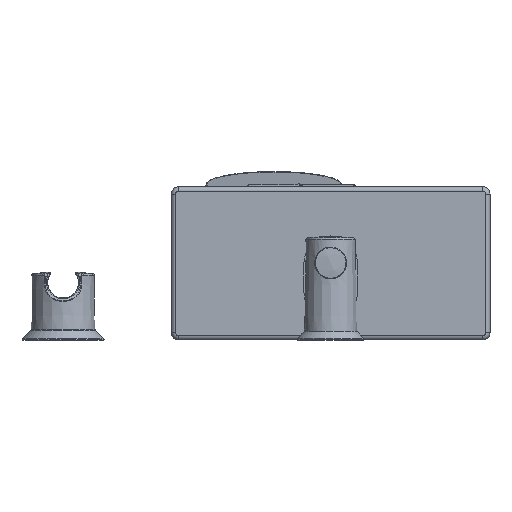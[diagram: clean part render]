
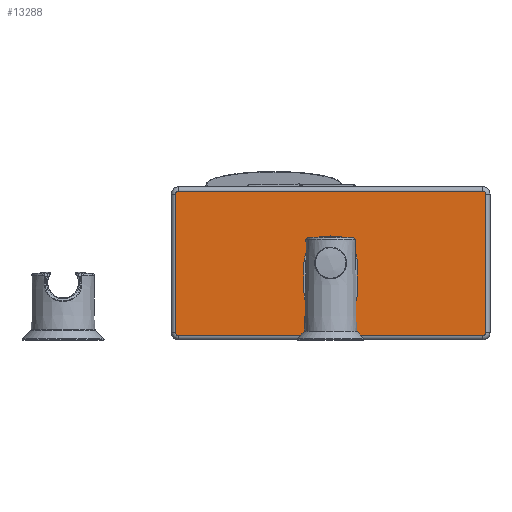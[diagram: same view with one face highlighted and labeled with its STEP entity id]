
A CAD part, front view. The second image highlights one B-rep face of the part: STEP entity #13288.
In plain terms, the highlighted planar face has unit normal (0, -1, 0).
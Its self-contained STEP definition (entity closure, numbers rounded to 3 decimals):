
#108 = LINE ( 'NONE', #12591, #4493 ) ;
#164 = AXIS2_PLACEMENT_3D ( 'NONE', #13330, #5289, #14656 ) ;
#254 = DIRECTION ( 'NONE',  ( 1., 0., 0. ) ) ;
#282 = CIRCLE ( 'NONE', #14530, 2. ) ;
#302 = CARTESIAN_POINT ( 'NONE',  ( -107., -177.378, 100.861 ) ) ;
#512 = EDGE_CURVE ( 'NONE', #8887, #10621, #8992, .T. ) ;
#730 = AXIS2_PLACEMENT_3D ( 'NONE', #5653, #15034, #7024 ) ;
#807 = DIRECTION ( 'NONE',  ( 0., 0., -1. ) ) ;
#815 = VERTEX_POINT ( 'NONE', #5633 ) ;
#1014 = CARTESIAN_POINT ( 'NONE',  ( 13.381, -177.378, 20.244 ) ) ;
#1374 = VERTEX_POINT ( 'NONE', #10906 ) ;
#1423 = FACE_OUTER_BOUND ( 'NONE', #1908, .T. ) ;
#1571 = CIRCLE ( 'NONE', #730, 18.419 ) ;
#1677 = LINE ( 'NONE', #14474, #1681 ) ;
#1681 = VECTOR ( 'NONE', #11838, 1000. ) ;
#1763 = EDGE_CURVE ( 'NONE', #1374, #4562, #8318, .T. ) ;
#1908 = EDGE_LOOP ( 'NONE', ( #9805, #6615, #6979, #4938, #4586, #16967, #13227, #13540, #8726, #12639, #12494, #12389, #12429, #6038, #14134, #14202 ) ) ;
#1984 = VECTOR ( 'NONE', #2688, 1000. ) ;
#2042 = VERTEX_POINT ( 'NONE', #10233 ) ;
#2074 = LINE ( 'NONE', #13432, #1984 ) ;
#2299 = CARTESIAN_POINT ( 'NONE',  ( 0., -177.378, 32.901 ) ) ;
#2688 = DIRECTION ( 'NONE',  ( 0., 0., 1. ) ) ;
#2817 = EDGE_CURVE ( 'NONE', #16868, #11276, #7717, .T. ) ;
#2893 = CARTESIAN_POINT ( 'NONE',  ( -110., -177.378, 3.173 ) ) ;
#3503 = VECTOR ( 'NONE', #14154, 1000. ) ;
#3569 = LINE ( 'NONE', #16898, #3503 ) ;
#3683 = DIRECTION ( 'NONE',  ( 0., 0., -1. ) ) ;
#4493 = VECTOR ( 'NONE', #12644, 1000. ) ;
#4499 = CARTESIAN_POINT ( 'NONE',  ( -107., -177.378, 5.173 ) ) ;
#4562 = VERTEX_POINT ( 'NONE', #14499 ) ;
#4586 = ORIENTED_EDGE ( 'NONE', *, *, #9519, .T. ) ;
#4651 = CARTESIAN_POINT ( 'NONE',  ( 0., -177.378, 53.5 ) ) ;
#4693 = CARTESIAN_POINT ( 'NONE',  ( -110., -177.378, 105.861 ) ) ;
#4752 = DIRECTION ( 'NONE',  ( 0., 0., -1. ) ) ;
#4814 = CARTESIAN_POINT ( 'NONE',  ( -105., -177.378, 100.861 ) ) ;
#4841 = CIRCLE ( 'NONE', #8687, 2. ) ;
#4910 = LINE ( 'NONE', #2893, #4935 ) ;
#4935 = VECTOR ( 'NONE', #254, 1000. ) ;
#4938 = ORIENTED_EDGE ( 'NONE', *, *, #1763, .T. ) ;
#5104 = CARTESIAN_POINT ( 'NONE',  ( -110., -177.378, 102.861 ) ) ;
#5289 = DIRECTION ( 'NONE',  ( 0., -1., 0. ) ) ;
#5592 = VECTOR ( 'NONE', #14876, 1000. ) ;
#5633 = CARTESIAN_POINT ( 'NONE',  ( 105., -177.378, 3.173 ) ) ;
#5653 = CARTESIAN_POINT ( 'NONE',  ( 0., -177.378, 32.901 ) ) ;
#5658 = LINE ( 'NONE', #8225, #5592 ) ;
#6024 = DIRECTION ( 'NONE',  ( 0., 0., -1. ) ) ;
#6038 = ORIENTED_EDGE ( 'NONE', *, *, #16366, .T. ) ;
#6183 = DIRECTION ( 'NONE',  ( 0., 0., -1. ) ) ;
#6261 = CARTESIAN_POINT ( 'NONE',  ( -105., -177.378, 5.173 ) ) ;
#6471 = DIRECTION ( 'NONE',  ( -1., 0., 0. ) ) ;
#6594 = EDGE_CURVE ( 'NONE', #2042, #9645, #5658, .T. ) ;
#6615 = ORIENTED_EDGE ( 'NONE', *, *, #13042, .T. ) ;
#6624 = CARTESIAN_POINT ( 'NONE',  ( 107., -177.378, 105.861 ) ) ;
#6796 = CARTESIAN_POINT ( 'NONE',  ( -107., -177.378, 5.173 ) ) ;
#6927 = CARTESIAN_POINT ( 'NONE',  ( -105., -177.378, 102.861 ) ) ;
#6979 = ORIENTED_EDGE ( 'NONE', *, *, #12109, .T. ) ;
#7024 = DIRECTION ( 'NONE',  ( 0., 0., -1. ) ) ;
#7504 = EDGE_CURVE ( 'NONE', #9848, #2042, #4910, .T. ) ;
#7563 = CARTESIAN_POINT ( 'NONE',  ( 105., -177.378, 102.861 ) ) ;
#7625 = DIRECTION ( 'NONE',  ( 0., 0., -1. ) ) ;
#7717 = CIRCLE ( 'NONE', #10121, 18.419 ) ;
#7829 = EDGE_CURVE ( 'NONE', #15449, #9848, #4841, .T. ) ;
#7989 = DIRECTION ( 'NONE',  ( 0., 0., 1. ) ) ;
#8081 = EDGE_CURVE ( 'NONE', #11276, #10015, #108, .T. ) ;
#8082 = AXIS2_PLACEMENT_3D ( 'NONE', #4651, #14043, #6024 ) ;
#8225 = CARTESIAN_POINT ( 'NONE',  ( -13.769, -177.378, 105.861 ) ) ;
#8318 = CIRCLE ( 'NONE', #8082, 18.419 ) ;
#8687 = AXIS2_PLACEMENT_3D ( 'NONE', #6261, #15658, #7625 ) ;
#8726 = ORIENTED_EDGE ( 'NONE', *, *, #15106, .T. ) ;
#8887 = VERTEX_POINT ( 'NONE', #13373 ) ;
#8983 = DIRECTION ( 'NONE',  ( 0., -1., 0. ) ) ;
#8992 = CIRCLE ( 'NONE', #164, 2. ) ;
#9519 = EDGE_CURVE ( 'NONE', #4562, #16868, #3569, .T. ) ;
#9645 = VERTEX_POINT ( 'NONE', #12021 ) ;
#9805 = ORIENTED_EDGE ( 'NONE', *, *, #6594, .T. ) ;
#9848 = VERTEX_POINT ( 'NONE', #16204 ) ;
#10015 = VERTEX_POINT ( 'NONE', #13430 ) ;
#10121 = AXIS2_PLACEMENT_3D ( 'NONE', #2299, #11782, #3683 ) ;
#10233 = CARTESIAN_POINT ( 'NONE',  ( -13.769, -177.378, 3.173 ) ) ;
#10274 = CARTESIAN_POINT ( 'NONE',  ( 18.419, -177.378, 32.901 ) ) ;
#10298 = VERTEX_POINT ( 'NONE', #6927 ) ;
#10621 = VERTEX_POINT ( 'NONE', #7563 ) ;
#10906 = CARTESIAN_POINT ( 'NONE',  ( -18.419, -177.378, 53.5 ) ) ;
#11276 = VERTEX_POINT ( 'NONE', #1014 ) ;
#11478 = PLANE ( 'NONE',  #11645 ) ;
#11645 = AXIS2_PLACEMENT_3D ( 'NONE', #4693, #12811, #4752 ) ;
#11782 = DIRECTION ( 'NONE',  ( 0., 1., 0. ) ) ;
#11838 = DIRECTION ( 'NONE',  ( 1., 0., 0. ) ) ;
#12021 = CARTESIAN_POINT ( 'NONE',  ( -13.769, -177.378, 20.667 ) ) ;
#12109 = EDGE_CURVE ( 'NONE', #16749, #1374, #2074, .T. ) ;
#12389 = ORIENTED_EDGE ( 'NONE', *, *, #17061, .T. ) ;
#12429 = ORIENTED_EDGE ( 'NONE', *, *, #16707, .T. ) ;
#12494 = ORIENTED_EDGE ( 'NONE', *, *, #512, .T. ) ;
#12591 = CARTESIAN_POINT ( 'NONE',  ( 13.381, -177.378, 105.861 ) ) ;
#12593 = AXIS2_PLACEMENT_3D ( 'NONE', #4814, #14204, #6183 ) ;
#12639 = ORIENTED_EDGE ( 'NONE', *, *, #16648, .T. ) ;
#12644 = DIRECTION ( 'NONE',  ( 0., 0., -1. ) ) ;
#12754 = EDGE_CURVE ( 'NONE', #10015, #815, #1677, .T. ) ;
#12811 = DIRECTION ( 'NONE',  ( 0., -1., 0. ) ) ;
#12875 = CARTESIAN_POINT ( 'NONE',  ( -18.419, -177.378, 32.901 ) ) ;
#13042 = EDGE_CURVE ( 'NONE', #9645, #16749, #1571, .T. ) ;
#13227 = ORIENTED_EDGE ( 'NONE', *, *, #8081, .T. ) ;
#13288 = ADVANCED_FACE ( 'NONE', ( #1423 ), #11478, .T. ) ;
#13330 = CARTESIAN_POINT ( 'NONE',  ( 105., -177.378, 100.861 ) ) ;
#13373 = CARTESIAN_POINT ( 'NONE',  ( 107., -177.378, 100.861 ) ) ;
#13380 = DIRECTION ( 'NONE',  ( 0., 0., -1. ) ) ;
#13430 = CARTESIAN_POINT ( 'NONE',  ( 13.381, -177.378, 3.173 ) ) ;
#13432 = CARTESIAN_POINT ( 'NONE',  ( -18.419, -177.378, 53.5 ) ) ;
#13540 = ORIENTED_EDGE ( 'NONE', *, *, #12754, .T. ) ;
#13555 = VERTEX_POINT ( 'NONE', #16077 ) ;
#14043 = DIRECTION ( 'NONE',  ( 0., 1., 0. ) ) ;
#14134 = ORIENTED_EDGE ( 'NONE', *, *, #7829, .T. ) ;
#14154 = DIRECTION ( 'NONE',  ( 0., 0., -1. ) ) ;
#14202 = ORIENTED_EDGE ( 'NONE', *, *, #7504, .T. ) ;
#14204 = DIRECTION ( 'NONE',  ( 0., -1., 0. ) ) ;
#14474 = CARTESIAN_POINT ( 'NONE',  ( -110., -177.378, 3.173 ) ) ;
#14499 = CARTESIAN_POINT ( 'NONE',  ( 18.419, -177.378, 53.5 ) ) ;
#14530 = AXIS2_PLACEMENT_3D ( 'NONE', #17080, #8983, #807 ) ;
#14656 = DIRECTION ( 'NONE',  ( 0., 0., -1. ) ) ;
#14876 = DIRECTION ( 'NONE',  ( 0., 0., 1. ) ) ;
#15034 = DIRECTION ( 'NONE',  ( 0., 1., 0. ) ) ;
#15106 = EDGE_CURVE ( 'NONE', #815, #13555, #282, .T. ) ;
#15449 = VERTEX_POINT ( 'NONE', #6796 ) ;
#15658 = DIRECTION ( 'NONE',  ( 0., -1., 0. ) ) ;
#16077 = CARTESIAN_POINT ( 'NONE',  ( 107., -177.378, 5.173 ) ) ;
#16204 = CARTESIAN_POINT ( 'NONE',  ( -105., -177.378, 3.173 ) ) ;
#16366 = EDGE_CURVE ( 'NONE', #17301, #15449, #17259, .T. ) ;
#16648 = EDGE_CURVE ( 'NONE', #13555, #8887, #16912, .T. ) ;
#16707 = EDGE_CURVE ( 'NONE', #10298, #17301, #16847, .T. ) ;
#16749 = VERTEX_POINT ( 'NONE', #12875 ) ;
#16775 = VECTOR ( 'NONE', #6471, 1000. ) ;
#16843 = LINE ( 'NONE', #5104, #16775 ) ;
#16847 = CIRCLE ( 'NONE', #12593, 2. ) ;
#16868 = VERTEX_POINT ( 'NONE', #10274 ) ;
#16898 = CARTESIAN_POINT ( 'NONE',  ( 18.419, -177.378, 53.5 ) ) ;
#16912 = LINE ( 'NONE', #6624, #16983 ) ;
#16967 = ORIENTED_EDGE ( 'NONE', *, *, #2817, .T. ) ;
#16983 = VECTOR ( 'NONE', #7989, 1000. ) ;
#17061 = EDGE_CURVE ( 'NONE', #10621, #10298, #16843, .T. ) ;
#17080 = CARTESIAN_POINT ( 'NONE',  ( 105., -177.378, 5.173 ) ) ;
#17139 = VECTOR ( 'NONE', #13380, 1000. ) ;
#17259 = LINE ( 'NONE', #4499, #17139 ) ;
#17301 = VERTEX_POINT ( 'NONE', #302 ) ;
